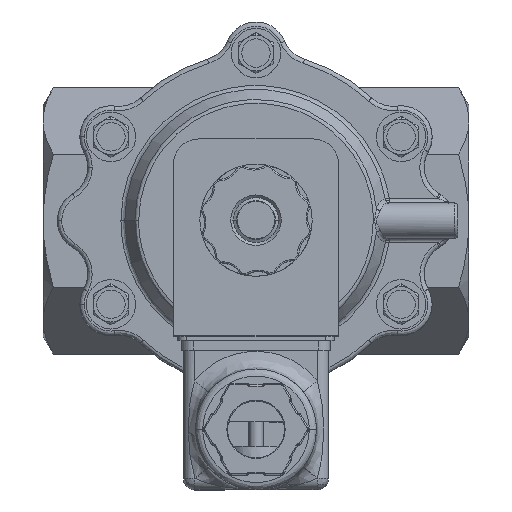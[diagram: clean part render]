
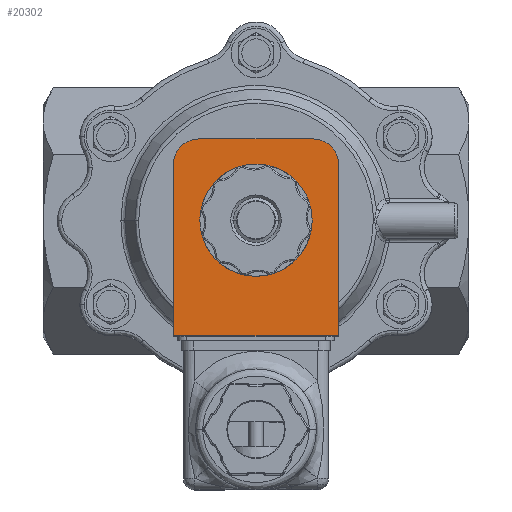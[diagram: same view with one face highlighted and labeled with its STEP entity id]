
A CAD part, top view. The second image highlights one B-rep face of the part: STEP entity #20302.
In plain terms, the highlighted planar face has unit normal (0, 0, 1).
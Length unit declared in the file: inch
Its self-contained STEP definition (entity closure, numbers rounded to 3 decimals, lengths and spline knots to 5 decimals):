
#3414 = EDGE_CURVE ( 'NONE', #44058, #13108, #9425, .T. ) ;
#5074 = DIRECTION ( 'NONE',  ( 1., 0., 0. ) ) ;
#7804 = VECTOR ( 'NONE', #33901, 39.37008 ) ;
#7814 = DIRECTION ( 'NONE',  ( 0., -1., 0. ) ) ;
#8356 = CARTESIAN_POINT ( 'NONE',  ( 0.2175, 0., 3.825 ) ) ;
#8623 = AXIS2_PLACEMENT_3D ( 'NONE', #19206, #55147, #24380 ) ;
#8744 = CARTESIAN_POINT ( 'NONE',  ( -0.2175, 0., 3.825 ) ) ;
#8770 = ORIENTED_EDGE ( 'NONE', *, *, #57852, .F. ) ;
#9425 = LINE ( 'NONE', #23758, #7804 ) ;
#9945 = DIRECTION ( 'NONE',  ( -1., 0., 0. ) ) ;
#10523 = AXIS2_PLACEMENT_3D ( 'NONE', #23583, #59534, #28788 ) ;
#11212 = ORIENTED_EDGE ( 'NONE', *, *, #3414, .F. ) ;
#11282 = VECTOR ( 'NONE', #7814, 39.37008 ) ;
#12537 = DIRECTION ( 'NONE',  ( 0., 0., -1. ) ) ;
#13108 = VERTEX_POINT ( 'NONE', #52672 ) ;
#15140 = CIRCLE ( 'NONE', #8623, 0.177 ) ;
#15379 = CARTESIAN_POINT ( 'NONE',  ( 0.5805, 0.395, 3.825 ) ) ;
#15607 = VECTOR ( 'NONE', #21749, 39.37008 ) ;
#16684 = ORIENTED_EDGE ( 'NONE', *, *, #62796, .F. ) ;
#18117 = EDGE_CURVE ( 'NONE', #36216, #66610, #33673, .T. ) ;
#19206 = CARTESIAN_POINT ( 'NONE',  ( 0.4035, 0.395, 3.825 ) ) ;
#20302 = ADVANCED_FACE ( 'NONE', ( #29644, #21546 ), #56043, .F. ) ;
#20905 = VECTOR ( 'NONE', #26688, 39.37008 ) ;
#21546 = FACE_OUTER_BOUND ( 'NONE', #53802, .T. ) ;
#21716 = CARTESIAN_POINT ( 'NONE',  ( -0.5805, -0.816, 3.825 ) ) ;
#21741 = LINE ( 'NONE', #38670, #11282 ) ;
#21749 = DIRECTION ( 'NONE',  ( 0., 1., 0. ) ) ;
#23583 = CARTESIAN_POINT ( 'NONE',  ( 0., 0., 3.825 ) ) ;
#23758 = CARTESIAN_POINT ( 'NONE',  ( 0.5805, 0.572, 3.825 ) ) ;
#24004 = AXIS2_PLACEMENT_3D ( 'NONE', #66394, #40823, #9945 ) ;
#24380 = DIRECTION ( 'NONE',  ( -1., 0., 0. ) ) ;
#26688 = DIRECTION ( 'NONE',  ( -1., 0., 0. ) ) ;
#28788 = DIRECTION ( 'NONE',  ( 1., 0., 0. ) ) ;
#29644 = FACE_BOUND ( 'NONE', #36376, .T. ) ;
#31059 = EDGE_CURVE ( 'NONE', #66610, #36216, #44322, .T. ) ;
#33302 = CARTESIAN_POINT ( 'NONE',  ( -0.5805, 0.395, 3.825 ) ) ;
#33673 = CIRCLE ( 'NONE', #65265, 0.2175 ) ;
#33901 = DIRECTION ( 'NONE',  ( 1., 0., 0. ) ) ;
#34626 = LINE ( 'NONE', #21716, #20905 ) ;
#34778 = VERTEX_POINT ( 'NONE', #33302 ) ;
#35947 = DIRECTION ( 'NONE',  ( 0., 0., 1. ) ) ;
#36216 = VERTEX_POINT ( 'NONE', #8356 ) ;
#36376 = EDGE_LOOP ( 'NONE', ( #52547, #49192 ) ) ;
#36561 = AXIS2_PLACEMENT_3D ( 'NONE', #43370, #12537, #48538 ) ;
#37484 = CARTESIAN_POINT ( 'NONE',  ( 0.5805, -0.816, 3.825 ) ) ;
#38670 = CARTESIAN_POINT ( 'NONE',  ( 0.5805, -0.122, 3.825 ) ) ;
#38674 = CIRCLE ( 'NONE', #36561, 0.177 ) ;
#39688 = ORIENTED_EDGE ( 'NONE', *, *, #57892, .F. ) ;
#40823 = DIRECTION ( 'NONE',  ( 0., 0., -1. ) ) ;
#41035 = VERTEX_POINT ( 'NONE', #37484 ) ;
#42330 = CARTESIAN_POINT ( 'NONE',  ( -0.4035, 0.572, 3.825 ) ) ;
#43370 = CARTESIAN_POINT ( 'NONE',  ( -0.4035, 0.395, 3.825 ) ) ;
#43465 = CARTESIAN_POINT ( 'NONE',  ( -0.5805, -0.816, 3.825 ) ) ;
#44058 = VERTEX_POINT ( 'NONE', #42330 ) ;
#44322 = CIRCLE ( 'NONE', #10523, 0.2175 ) ;
#44843 = VERTEX_POINT ( 'NONE', #15379 ) ;
#45105 = VERTEX_POINT ( 'NONE', #43465 ) ;
#47393 = CARTESIAN_POINT ( 'NONE',  ( -0.5805, 0.572, 3.825 ) ) ;
#48538 = DIRECTION ( 'NONE',  ( -1., 0., 0. ) ) ;
#49192 = ORIENTED_EDGE ( 'NONE', *, *, #31059, .F. ) ;
#51089 = EDGE_CURVE ( 'NONE', #13108, #44843, #15140, .T. ) ;
#52547 = ORIENTED_EDGE ( 'NONE', *, *, #18117, .F. ) ;
#52672 = CARTESIAN_POINT ( 'NONE',  ( 0.4035, 0.572, 3.825 ) ) ;
#53503 = ORIENTED_EDGE ( 'NONE', *, *, #51089, .F. ) ;
#53802 = EDGE_LOOP ( 'NONE', ( #11212, #8770, #16684, #62168, #39688, #53503 ) ) ;
#55147 = DIRECTION ( 'NONE',  ( 0., 0., -1. ) ) ;
#56043 = PLANE ( 'NONE',  #24004 ) ;
#57852 = EDGE_CURVE ( 'NONE', #34778, #44058, #38674, .T. ) ;
#57892 = EDGE_CURVE ( 'NONE', #44843, #41035, #21741, .T. ) ;
#58273 = EDGE_CURVE ( 'NONE', #41035, #45105, #34626, .T. ) ;
#59534 = DIRECTION ( 'NONE',  ( 0., 0., 1. ) ) ;
#62168 = ORIENTED_EDGE ( 'NONE', *, *, #58273, .F. ) ;
#62796 = EDGE_CURVE ( 'NONE', #45105, #34778, #65460, .T. ) ;
#65265 = AXIS2_PLACEMENT_3D ( 'NONE', #66700, #35947, #5074 ) ;
#65460 = LINE ( 'NONE', #47393, #15607 ) ;
#66394 = CARTESIAN_POINT ( 'NONE',  ( 0., -0.122, 3.825 ) ) ;
#66610 = VERTEX_POINT ( 'NONE', #8744 ) ;
#66700 = CARTESIAN_POINT ( 'NONE',  ( 0., 0., 3.825 ) ) ;
